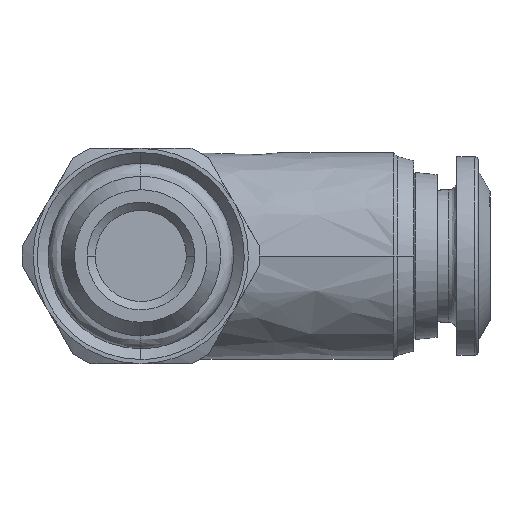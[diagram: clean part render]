
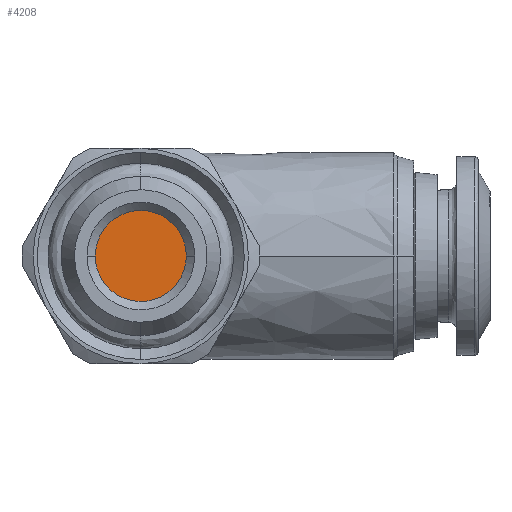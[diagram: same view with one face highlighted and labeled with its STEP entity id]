
A CAD part, left-side view. The second image highlights one B-rep face of the part: STEP entity #4208.
In plain terms, the highlighted free-form (B-spline) face has degree [1, 1] with [2, 2] control points.
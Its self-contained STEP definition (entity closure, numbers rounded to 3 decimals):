
#704 = CARTESIAN_POINT ( 'NONE',  ( -17.612, 1.383, 2.783 ) ) ;
#743 = CARTESIAN_POINT ( 'NONE',  ( -17.612, 6.949, -2.783 ) ) ;
#1147 = CARTESIAN_POINT ( 'NONE',  ( -17.612, 6.916, 1.611 ) ) ;
#1480 = CARTESIAN_POINT ( 'NONE',  ( -17.612, 6.949, 2.783 ) ) ;
#1880 = VERTEX_POINT ( 'NONE', #7898 ) ;
#2655 = EDGE_LOOP ( 'NONE', ( #2820, #6103 ) ) ;
#2820 = ORIENTED_EDGE ( 'NONE', *, *, #8238, .F. ) ;
#3315 = CARTESIAN_POINT ( 'NONE',  ( -17.612, 1.416, 1.611 ) ) ;
#3654 = EDGE_CURVE ( 'NONE', #8551, #1880, #6243, .T. ) ;
#3917 = FACE_OUTER_BOUND ( 'NONE', #2655, .T. ) ;
#4208 = ADVANCED_FACE ( 'NONE', ( #3917 ), #4546, .F. ) ;
#4546 = B_SPLINE_SURFACE_WITH_KNOTS ( 'NONE', 1, 1, ( 
 ( #704, #1480 ),
 ( #5648, #743 ) ),
 .UNSPECIFIED., .F., .F., .F.,
 ( 2, 2 ),
 ( 2, 2 ),
 ( 0., 1. ),
 ( 0., 1. ),
 .UNSPECIFIED. ) ;
#4719 = CARTESIAN_POINT ( 'NONE',  ( -17.612, 6.916, 0. ) ) ;
#4753 = CARTESIAN_POINT ( 'NONE',  ( -17.612, 5.777, 2.75 ) ) ;
#5478 = CARTESIAN_POINT ( 'NONE',  ( -17.612, 2.555, 2.75 ) ) ;
#5648 = CARTESIAN_POINT ( 'NONE',  ( -17.612, 1.383, -2.783 ) ) ;
#5706 = CARTESIAN_POINT ( 'NONE',  ( -17.612, 1.416, -5.5 ) ) ;
#6103 = ORIENTED_EDGE ( 'NONE', *, *, #3654, .F. ) ;
#6243 =( BOUNDED_CURVE ( )  B_SPLINE_CURVE ( 3, ( #4719, #1147, #4753, #7571, #5478, #3315, #6843 ),
 .UNSPECIFIED., .F., .F. ) 
 B_SPLINE_CURVE_WITH_KNOTS ( ( 4, 3, 4 ),
 ( -3.142, -1.571, 0. ),
 .UNSPECIFIED. ) 
 CURVE ( )  GEOMETRIC_REPRESENTATION_ITEM ( )  RATIONAL_B_SPLINE_CURVE ( ( 1., 0.805, 0.805, 1., 0.805, 0.805, 1. ) ) 
 REPRESENTATION_ITEM ( '' )  );
#6283 = CARTESIAN_POINT ( 'NONE',  ( -17.612, 6.916, -5.5 ) ) ;
#6843 = CARTESIAN_POINT ( 'NONE',  ( -17.612, 1.416, 0. ) ) ;
#7571 = CARTESIAN_POINT ( 'NONE',  ( -17.612, 4.166, 2.75 ) ) ;
#7645 =( BOUNDED_CURVE ( )  B_SPLINE_CURVE ( 3, ( #7832, #5706, #6283, #9126 ),
 .UNSPECIFIED., .F., .F. ) 
 B_SPLINE_CURVE_WITH_KNOTS ( ( 4, 4 ),
 ( -3.142, 0. ),
 .UNSPECIFIED. ) 
 CURVE ( )  GEOMETRIC_REPRESENTATION_ITEM ( )  RATIONAL_B_SPLINE_CURVE ( ( 1., 0.333, 0.333, 1. ) ) 
 REPRESENTATION_ITEM ( '' )  );
#7832 = CARTESIAN_POINT ( 'NONE',  ( -17.612, 1.416, 0. ) ) ;
#7898 = CARTESIAN_POINT ( 'NONE',  ( -17.612, 1.416, 0. ) ) ;
#8238 = EDGE_CURVE ( 'NONE', #1880, #8551, #7645, .T. ) ;
#8436 = CARTESIAN_POINT ( 'NONE',  ( -17.612, 6.916, 0. ) ) ;
#8551 = VERTEX_POINT ( 'NONE', #8436 ) ;
#9126 = CARTESIAN_POINT ( 'NONE',  ( -17.612, 6.916, 0. ) ) ;
